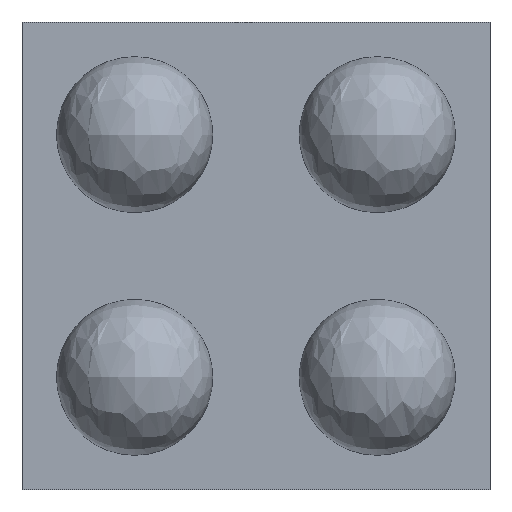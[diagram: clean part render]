
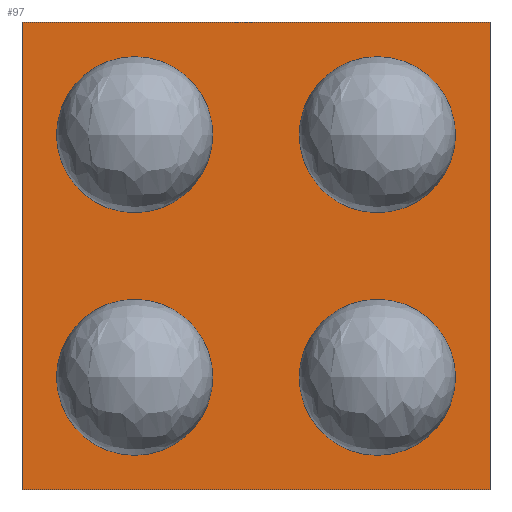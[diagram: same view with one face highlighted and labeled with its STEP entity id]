
A CAD part, front view. The second image highlights one B-rep face of the part: STEP entity #97.
In plain terms, the highlighted planar face has unit normal (0, -1, 0).
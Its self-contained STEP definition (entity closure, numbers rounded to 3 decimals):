
#34 = CARTESIAN_POINT ( 'NONE',  ( 0., 0.18, -0.337 ) ) ;
#49 = VECTOR ( 'NONE', #558, 1000. ) ;
#59 = VERTEX_POINT ( 'NONE', #318 ) ;
#97 = ADVANCED_FACE ( 'NONE', ( #192 ), #101, .T. ) ;
#98 = VERTEX_POINT ( 'NONE', #428 ) ;
#101 = PLANE ( 'NONE',  #350 ) ;
#112 = VECTOR ( 'NONE', #372, 1000. ) ;
#139 = LINE ( 'NONE', #274, #282 ) ;
#144 = ORIENTED_EDGE ( 'NONE', *, *, #501, .T. ) ;
#186 = DIRECTION ( 'NONE',  ( 0., 0., -1. ) ) ;
#189 = LINE ( 'NONE', #617, #370 ) ;
#192 = FACE_OUTER_BOUND ( 'NONE', #193, .T. ) ;
#193 = EDGE_LOOP ( 'NONE', ( #196, #529, #259, #144 ) ) ;
#196 = ORIENTED_EDGE ( 'NONE', *, *, #231, .T. ) ;
#210 = CARTESIAN_POINT ( 'NONE',  ( 0.338, 0.18, 0. ) ) ;
#231 = EDGE_CURVE ( 'NONE', #59, #393, #189, .T. ) ;
#259 = ORIENTED_EDGE ( 'NONE', *, *, #332, .T. ) ;
#274 = CARTESIAN_POINT ( 'NONE',  ( 0., 0.18, 0.337 ) ) ;
#282 = VECTOR ( 'NONE', #473, 1000. ) ;
#291 = CARTESIAN_POINT ( 'NONE',  ( 0.338, 0.18, 0.337 ) ) ;
#310 = EDGE_CURVE ( 'NONE', #393, #98, #363, .T. ) ;
#318 = CARTESIAN_POINT ( 'NONE',  ( -0.337, 0.18, 0.337 ) ) ;
#327 = CARTESIAN_POINT ( 'NONE',  ( 0., 0.18, 0. ) ) ;
#332 = EDGE_CURVE ( 'NONE', #98, #535, #414, .T. ) ;
#350 = AXIS2_PLACEMENT_3D ( 'NONE', #327, #425, #523 ) ;
#363 = LINE ( 'NONE', #34, #112 ) ;
#370 = VECTOR ( 'NONE', #186, 1000. ) ;
#372 = DIRECTION ( 'NONE',  ( 1., 0., 0. ) ) ;
#393 = VERTEX_POINT ( 'NONE', #528 ) ;
#414 = LINE ( 'NONE', #210, #49 ) ;
#425 = DIRECTION ( 'NONE',  ( 0., -1., 0. ) ) ;
#428 = CARTESIAN_POINT ( 'NONE',  ( 0.338, 0.18, -0.337 ) ) ;
#473 = DIRECTION ( 'NONE',  ( -1., 0., 0. ) ) ;
#501 = EDGE_CURVE ( 'NONE', #535, #59, #139, .T. ) ;
#523 = DIRECTION ( 'NONE',  ( 0., 0., -1. ) ) ;
#528 = CARTESIAN_POINT ( 'NONE',  ( -0.337, 0.18, -0.337 ) ) ;
#529 = ORIENTED_EDGE ( 'NONE', *, *, #310, .T. ) ;
#535 = VERTEX_POINT ( 'NONE', #291 ) ;
#558 = DIRECTION ( 'NONE',  ( 0., 0., 1. ) ) ;
#617 = CARTESIAN_POINT ( 'NONE',  ( -0.337, 0.18, 0. ) ) ;
